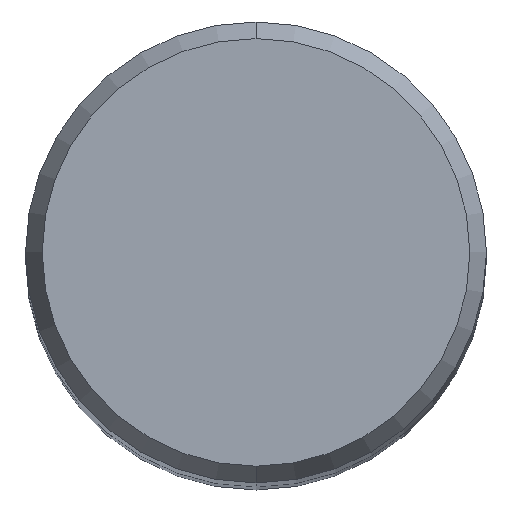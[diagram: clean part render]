
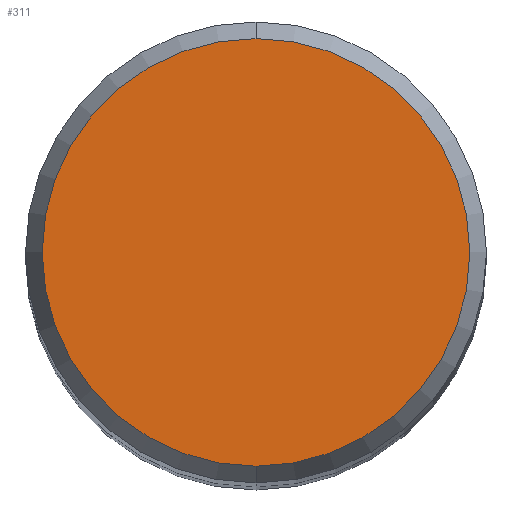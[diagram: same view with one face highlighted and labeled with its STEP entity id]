
A CAD part, top view. The second image highlights one B-rep face of the part: STEP entity #311.
In plain terms, the highlighted planar face has unit normal (0, 0, 1).
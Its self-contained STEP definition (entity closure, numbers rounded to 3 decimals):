
#189=EDGE_CURVE('',#273,#379,#459,.T.);
#273=VERTEX_POINT('',#550);
#287=EDGE_CURVE('',#379,#273,#566,.T.);
#311=ADVANCED_FACE('',(#591),#592,.T.);
#379=VERTEX_POINT('',#670);
#459=CIRCLE('',#787,5.892);
#550=CARTESIAN_POINT('',(0.0,5.892,0.0));
#566=CIRCLE('',#1078,5.892);
#591=FACE_OUTER_BOUND('',#1106,.T.);
#592=PLANE('',#1107);
#670=CARTESIAN_POINT('',(0.,-5.892,0.0));
#787=AXIS2_PLACEMENT_3D('',#1379,#1380,#1381);
#1078=AXIS2_PLACEMENT_3D('',#1489,#1490,#1491);
#1106=EDGE_LOOP('',(#1514,#1515));
#1107=AXIS2_PLACEMENT_3D('',#1516,#1517,#1518);
#1379=CARTESIAN_POINT('',(0.0,0.0,0.0));
#1380=DIRECTION('',(0.0,0.0,-1.0));
#1381=DIRECTION('',(0.0,1.0,0.0));
#1489=CARTESIAN_POINT('',(0.0,0.0,0.0));
#1490=DIRECTION('',(0.0,0.0,-1.0));
#1491=DIRECTION('',(0.0,1.0,0.0));
#1514=ORIENTED_EDGE('',*,*,#189,.F.);
#1515=ORIENTED_EDGE('',*,*,#287,.F.);
#1516=CARTESIAN_POINT('',(0.0,2.946,0.0));
#1517=DIRECTION('',(-0.0,0.0,1.0));
#1518=DIRECTION('',(0.0,-1.0,0.0));
